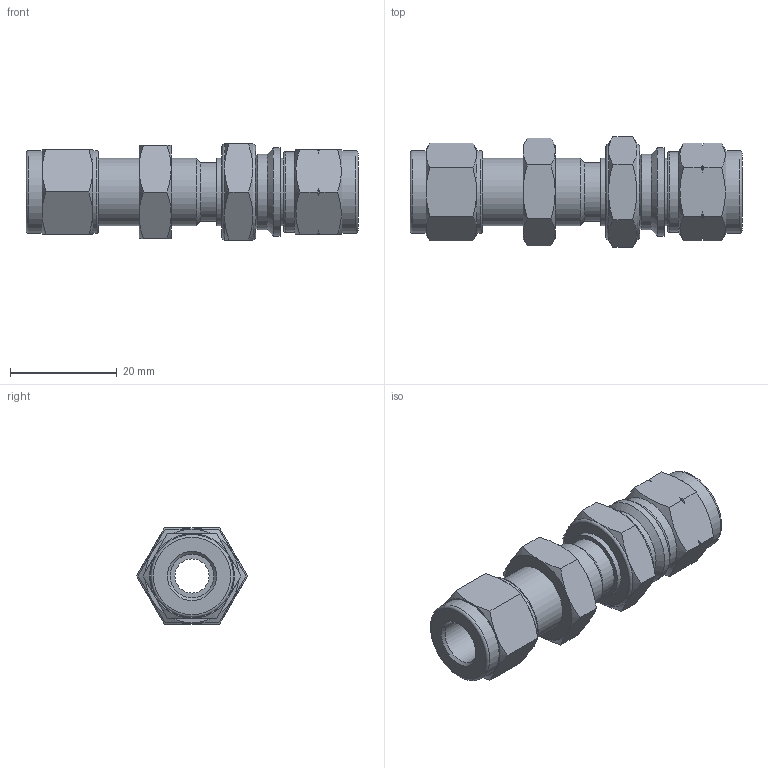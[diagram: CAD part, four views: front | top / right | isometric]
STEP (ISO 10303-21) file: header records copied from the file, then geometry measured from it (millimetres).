
FILE_DESCRIPTION(/* description */ (''),/* implementation_level */ '2;1');
FILE_NAME(/* name */ 'SBHUI-8M.stp',/* time_stamp */ '2022-04-25T13:02:02+09:00',/* author */ ('user'),/* organization */ (''),/* preprocessor_version */ 'ST-DEVELOPER v18.1',/* originating_system */ 'Autodesk Inventor 2022',/* authorisation */ '');
FILE_SCHEMA (('AUTOMOTIVE_DESIGN { 1 0 10303 214 3 1 1 }'));
Length unit declared in the file: millimetre
Products named in the file (1): SBHUI-8M
Bounding box: 62.2 x 20.78 x 18 mm (x, y, z)
Volume: 9139.8 mm3; surface area: 6018.7 mm2
Topology: 1 solids, 1 shells, 109 faces, 239 edges, 145 vertices
Faces by surface type: cone 48, plane 39, cylinder 16, torus 6
Full cylindrical faces by diameter (mm): 6.4 x1, 8.2 x2, 11 x2, 11.4 x1, 12.7 x4, 14.2 x1, 15 x1, 15.5 x3, 16.5 x1
Entity records: 2903 total; most frequent: CARTESIAN_POINT 686, ORIENTED_EDGE 478, DIRECTION 448, EDGE_CURVE 239, AXIS2_PLACEMENT_3D 195, VERTEX_POINT 145, EDGE_LOOP 124, FACE_OUTER_BOUND 109
